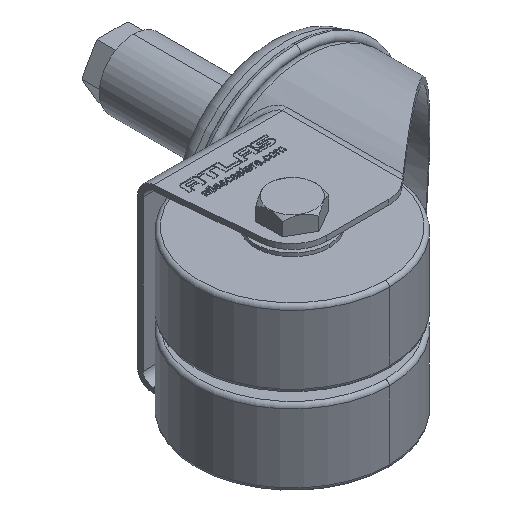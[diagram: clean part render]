
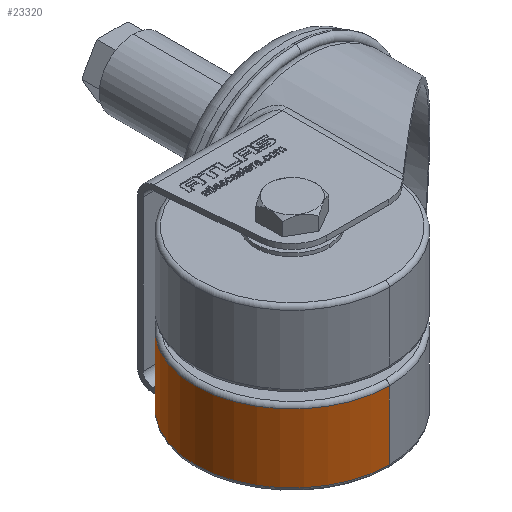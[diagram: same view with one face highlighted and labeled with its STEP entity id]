
A CAD part, isometric view. The second image highlights one B-rep face of the part: STEP entity #23320.
In plain terms, the highlighted cylindrical face has radius 31.75 mm (diameter 63.5 mm), a partial arc.
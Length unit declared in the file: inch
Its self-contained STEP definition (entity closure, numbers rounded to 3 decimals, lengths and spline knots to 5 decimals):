
#23040=CARTESIAN_POINT('',(-1.725,-2.107,-0.99));
#23041=DIRECTION('',(0.,0.,1.));
#23042=DIRECTION('',(0.,1.,0.));
#23043=AXIS2_PLACEMENT_3D('',#23040,#23041,#23042);
#23050=DIRECTION('',(0.,0.,1.));
#23051=VECTOR('',#23050,0.88);
#23052=CARTESIAN_POINT('',(-1.725,-0.857,-0.99));
#23053=LINE('',#23052,#23051);
#23054=DIRECTION('',(0.,0.,-1.));
#23055=VECTOR('',#23054,0.88);
#23056=CARTESIAN_POINT('',(-1.725,-3.357,-0.11));
#23057=LINE('',#23056,#23055);
#23073=CARTESIAN_POINT('',(-1.725,-2.107,-0.11));
#23074=DIRECTION('',(0.,0.,-1.));
#23075=DIRECTION('',(0.,-1.,0.));
#23076=AXIS2_PLACEMENT_3D('',#23073,#23074,#23075);
#23143=CARTESIAN_POINT('',(-1.725,-0.857,-0.99));
#23145=VERTEX_POINT('',#23143);
#23146=CARTESIAN_POINT('',(-1.725,-3.357,-0.99));
#23148=VERTEX_POINT('',#23146);
#23150=CARTESIAN_POINT('',(-1.725,-0.857,-0.11));
#23151=VERTEX_POINT('',#23150);
#23152=CARTESIAN_POINT('',(-1.725,-3.357,-0.11));
#23153=VERTEX_POINT('',#23152);
#23306=CARTESIAN_POINT('',(-1.725,-2.107,-0.0924));
#23307=DIRECTION('',(0.,0.,-1.));
#23308=DIRECTION('',(0.,-1.,0.));
#23309=AXIS2_PLACEMENT_3D('',#23306,#23307,#23308);
#23310=CYLINDRICAL_SURFACE('',#23309,1.25);
#23312=ORIENTED_EDGE('',*,*,#23311,.T.);
#23314=ORIENTED_EDGE('',*,*,#23313,.F.);
#23316=ORIENTED_EDGE('',*,*,#23315,.T.);
#23317=ORIENTED_EDGE('',*,*,#23292,.F.);
#23318=EDGE_LOOP('',(#23312,#23314,#23316,#23317));
#23319=FACE_OUTER_BOUND('',#23318,.F.);
#23044=CIRCLE('',#23043,1.25);
#23077=CIRCLE('',#23076,1.25);
#23292=EDGE_CURVE('',#23145,#23148,#23044,.T.);
#23311=EDGE_CURVE('',#23145,#23151,#23053,.T.);
#23313=EDGE_CURVE('',#23153,#23151,#23077,.T.);
#23315=EDGE_CURVE('',#23153,#23148,#23057,.T.);
#23320=ADVANCED_FACE('',(#23319),#23310,.T.);
